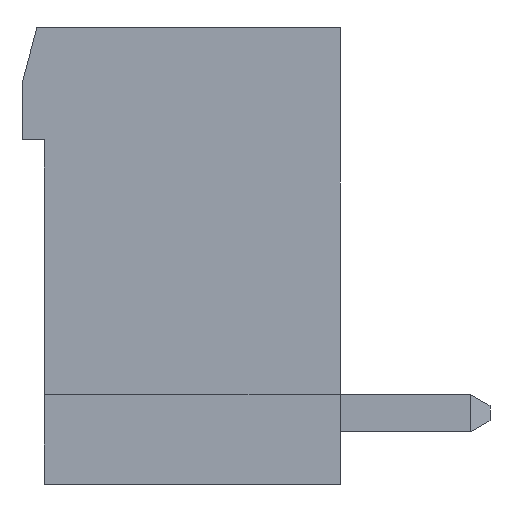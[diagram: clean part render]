
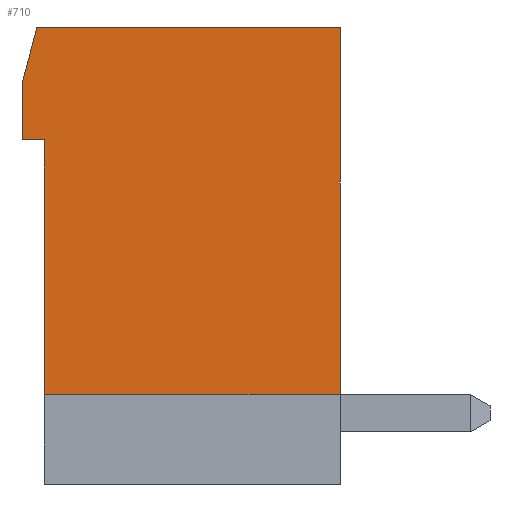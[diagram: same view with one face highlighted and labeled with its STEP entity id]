
A CAD part, front view. The second image highlights one B-rep face of the part: STEP entity #710.
In plain terms, the highlighted planar face has unit normal (0, -1, 0).
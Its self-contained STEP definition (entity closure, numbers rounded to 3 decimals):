
#710 = ADVANCED_FACE( '', ( #1550 ), #1551, .F. );
#1550 = FACE_OUTER_BOUND( '', #2502, .T. );
#1551 = PLANE( '', #2503 );
#2502 = EDGE_LOOP( '', ( #4523, #4524, #4525, #4526, #4527, #4528, #4529 ) );
#2503 = AXIS2_PLACEMENT_3D( '', #4530, #4531, #4532 );
#4523 = ORIENTED_EDGE( '', *, *, #5825, .T. );
#4524 = ORIENTED_EDGE( '', *, *, #6416, .T. );
#4525 = ORIENTED_EDGE( '', *, *, #6417, .T. );
#4526 = ORIENTED_EDGE( '', *, *, #6418, .T. );
#4527 = ORIENTED_EDGE( '', *, *, #5665, .T. );
#4528 = ORIENTED_EDGE( '', *, *, #5643, .T. );
#4529 = ORIENTED_EDGE( '', *, *, #5788, .T. );
#4530 = CARTESIAN_POINT( '', ( 116.4, -44.72, -3. ) );
#4531 = DIRECTION( '', ( 0., 1., 0. ) );
#4532 = DIRECTION( '', ( 0., 0., -1. ) );
#5643 = EDGE_CURVE( '', #6756, #6754, #6757, .T. );
#5665 = EDGE_CURVE( '', #6793, #6756, #6794, .T. );
#5788 = EDGE_CURVE( '', #6754, #7013, #7015, .T. );
#5825 = EDGE_CURVE( '', #7013, #7078, #7080, .T. );
#6416 = EDGE_CURVE( '', #7078, #7938, #7939, .T. );
#6417 = EDGE_CURVE( '', #7938, #7940, #7941, .T. );
#6418 = EDGE_CURVE( '', #7940, #6793, #7942, .T. );
#6754 = VERTEX_POINT( '', #8347 );
#6756 = VERTEX_POINT( '', #8350 );
#6757 = LINE( '', #8351, #8352 );
#6793 = VERTEX_POINT( '', #8400 );
#6794 = LINE( '', #8401, #8402 );
#7013 = VERTEX_POINT( '', #8722 );
#7015 = LINE( '', #8725, #8726 );
#7078 = VERTEX_POINT( '', #8821 );
#7080 = LINE( '', #8824, #8825 );
#7938 = VERTEX_POINT( '', #10101 );
#7939 = LINE( '', #10102, #10103 );
#7940 = VERTEX_POINT( '', #10104 );
#7941 = LINE( '', #10105, #10106 );
#7942 = LINE( '', #10107, #10108 );
#8347 = CARTESIAN_POINT( '', ( 116.5, -44.72, -3. ) );
#8350 = CARTESIAN_POINT( '', ( 116.5, -44.72, -1.493 ) );
#8351 = CARTESIAN_POINT( '', ( 116.5, -44.72, -3. ) );
#8352 = VECTOR( '', #10514, 1000. );
#8400 = CARTESIAN_POINT( '', ( 116.9, -44.72, 0. ) );
#8401 = CARTESIAN_POINT( '', ( 116.5, -44.72, -1.493 ) );
#8402 = VECTOR( '', #10539, 1000. );
#8722 = CARTESIAN_POINT( '', ( 117.1, -44.72, -3. ) );
#8725 = CARTESIAN_POINT( '', ( 116.9, -44.72, -3. ) );
#8726 = VECTOR( '', #10654, 1000. );
#8821 = CARTESIAN_POINT( '', ( 117.1, -44.72, -9.8 ) );
#8824 = CARTESIAN_POINT( '', ( 117.1, -44.72, -9.8 ) );
#8825 = VECTOR( '', #10688, 1000. );
#10101 = CARTESIAN_POINT( '', ( 125., -44.72, -9.8 ) );
#10102 = CARTESIAN_POINT( '', ( 125., -44.72, -9.8 ) );
#10103 = VECTOR( '', #11194, 1000. );
#10104 = CARTESIAN_POINT( '', ( 125., -44.72, 0. ) );
#10105 = CARTESIAN_POINT( '', ( 125., -44.72, 0. ) );
#10106 = VECTOR( '', #11195, 1000. );
#10107 = CARTESIAN_POINT( '', ( 116.8, -44.72, 0. ) );
#10108 = VECTOR( '', #11196, 1000. );
#10514 = DIRECTION( '', ( 0., 0., -1. ) );
#10539 = DIRECTION( '', ( -0.259, 0., -0.966 ) );
#10654 = DIRECTION( '', ( 1., 0., 0. ) );
#10688 = DIRECTION( '', ( 0., 0., -1. ) );
#11194 = DIRECTION( '', ( 1., 0., 0. ) );
#11195 = DIRECTION( '', ( 0., 0., 1. ) );
#11196 = DIRECTION( '', ( -1., 0., 0. ) );
